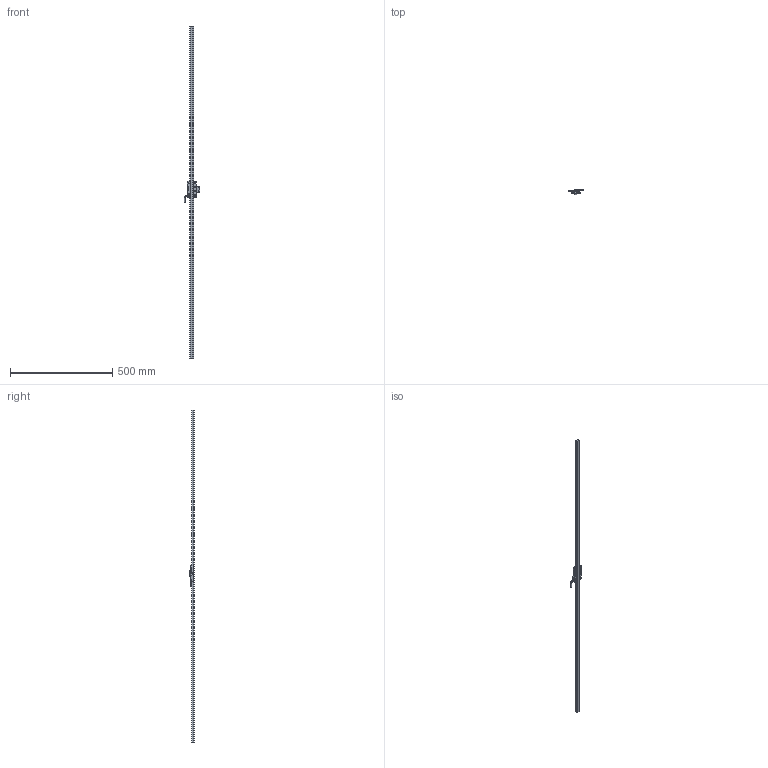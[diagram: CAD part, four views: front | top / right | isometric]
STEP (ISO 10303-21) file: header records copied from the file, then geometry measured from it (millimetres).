
FILE_DESCRIPTION (( 'STEP AP214' ), '1' );
FILE_NAME ('ProScale Model 390-5 Assembly.STEP', '2013-11-27T14:22:44', ( '' ), ( '' ), 'SwSTEP 2.0', 'SolidWorks 2013', '' );
FILE_SCHEMA (( 'AUTOMOTIVE_DESIGN' ));
Length unit declared in the file: inch
Products named in the file (9): ProScale Model 390-5 Assembly; Model 380 extrusion_380-5; Readhead Screw; Round Cable; 100-3002-001 Readhead wiper; Guide Clip; 100-2000-201 IND Readhead Housing; IND Readhead bearing; 701-1500-Lxx IND Readhead_Scale panel hidden
Assembly tree (17 placements, depth 3):
  ProScale Model 390-5 Assembly
    Model 380 extrusion_380-5
    701-1500-Lxx IND Readhead_Scale panel hidden
      100-2000-201 IND Readhead Housing
      IND Readhead bearing
      Readhead Screw  x9
      Round Cable
      100-3002-001 Readhead wiper  x2
    Guide Clip
Bounding box: 76.01 x 23.63 x 1625.6 mm (x, y, z)
Volume: 297620.7 mm3; surface area: 134610.8 mm2
Topology: 16 solids, 16 shells, 961 faces, 2268 edges, 1361 vertices
Faces by surface type: plane 528, cylinder 312, torus 44, sphere 38, bspline 33, cone 6
Entity records: 20642 total; most frequent: CARTESIAN_POINT 4416, DIRECTION 3382, ORIENTED_EDGE 3278, EDGE_CURVE 1639, AXIS2_PLACEMENT_3D 1201, VERTEX_POINT 1024, LINE 980, VECTOR 980
